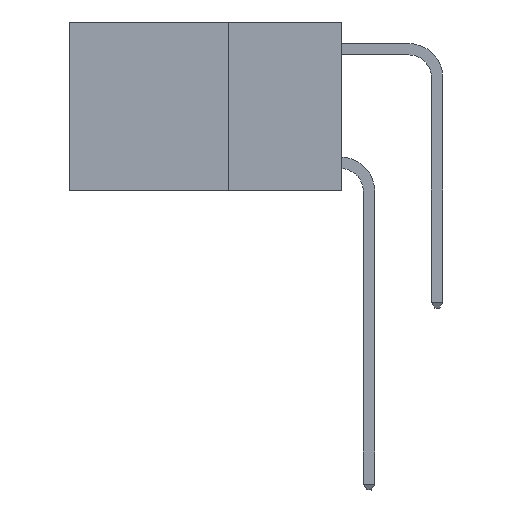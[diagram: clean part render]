
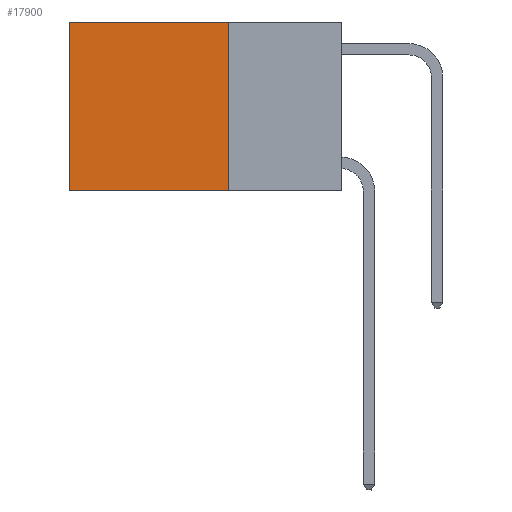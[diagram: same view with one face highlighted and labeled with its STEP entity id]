
A CAD part, left-side view. The second image highlights one B-rep face of the part: STEP entity #17900.
In plain terms, the highlighted planar face has unit normal (-1, 0, 0).
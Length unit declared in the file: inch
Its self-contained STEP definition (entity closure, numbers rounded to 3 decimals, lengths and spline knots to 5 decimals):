
#358 = EDGE_CURVE ( 'NONE', #3833, #19539, #15842, .T. ) ;
#671 = EDGE_CURVE ( 'NONE', #3132, #3833, #3740, .T. ) ;
#2118 = VECTOR ( 'NONE', #8529, 39.37008 ) ;
#3081 = PLANE ( 'NONE',  #20505 ) ;
#3132 = VERTEX_POINT ( 'NONE', #12254 ) ;
#3740 = LINE ( 'NONE', #9720, #12034 ) ;
#3770 = VERTEX_POINT ( 'NONE', #4254 ) ;
#3833 = VERTEX_POINT ( 'NONE', #17543 ) ;
#4245 = LINE ( 'NONE', #19276, #8199 ) ;
#4254 = CARTESIAN_POINT ( 'NONE',  ( 0.2625, 0.25, -0.37 ) ) ;
#5813 = EDGE_LOOP ( 'NONE', ( #8158, #6072, #16888, #11378 ) ) ;
#6072 = ORIENTED_EDGE ( 'NONE', *, *, #8860, .F. ) ;
#7666 = VECTOR ( 'NONE', #13388, 39.37008 ) ;
#8106 = CARTESIAN_POINT ( 'NONE',  ( 0.2625, 0.25, 0. ) ) ;
#8158 = ORIENTED_EDGE ( 'NONE', *, *, #358, .T. ) ;
#8199 = VECTOR ( 'NONE', #16092, 39.37008 ) ;
#8529 = DIRECTION ( 'NONE',  ( 0., 1., 0. ) ) ;
#8860 = EDGE_CURVE ( 'NONE', #3770, #19539, #19450, .T. ) ;
#9720 = CARTESIAN_POINT ( 'NONE',  ( 0.2625, 0.25, 0. ) ) ;
#9756 = DIRECTION ( 'NONE',  ( 0., 0., -1. ) ) ;
#11360 = CARTESIAN_POINT ( 'NONE',  ( 0.2625, 0.6, -0.37 ) ) ;
#11378 = ORIENTED_EDGE ( 'NONE', *, *, #671, .T. ) ;
#12034 = VECTOR ( 'NONE', #18985, 39.37008 ) ;
#12254 = CARTESIAN_POINT ( 'NONE',  ( 0.2625, 0.25, 0. ) ) ;
#12341 = FACE_OUTER_BOUND ( 'NONE', #5813, .T. ) ;
#13378 = CARTESIAN_POINT ( 'NONE',  ( 0.2625, 0.25, -0.37 ) ) ;
#13388 = DIRECTION ( 'NONE',  ( 0., 0., -1. ) ) ;
#15842 = LINE ( 'NONE', #18203, #7666 ) ;
#16092 = DIRECTION ( 'NONE',  ( 0., 0., -1. ) ) ;
#16888 = ORIENTED_EDGE ( 'NONE', *, *, #19032, .F. ) ;
#17543 = CARTESIAN_POINT ( 'NONE',  ( 0.2625, 0.6, 0. ) ) ;
#17900 = ADVANCED_FACE ( 'NONE', ( #12341 ), #3081, .F. ) ;
#18203 = CARTESIAN_POINT ( 'NONE',  ( 0.2625, 0.6, 0. ) ) ;
#18985 = DIRECTION ( 'NONE',  ( 0., 1., 0. ) ) ;
#19032 = EDGE_CURVE ( 'NONE', #3132, #3770, #4245, .T. ) ;
#19276 = CARTESIAN_POINT ( 'NONE',  ( 0.2625, 0.25, 0. ) ) ;
#19385 = DIRECTION ( 'NONE',  ( 1., 0., 0. ) ) ;
#19450 = LINE ( 'NONE', #13378, #2118 ) ;
#19539 = VERTEX_POINT ( 'NONE', #11360 ) ;
#20505 = AXIS2_PLACEMENT_3D ( 'NONE', #8106, #19385, #9756 ) ;
